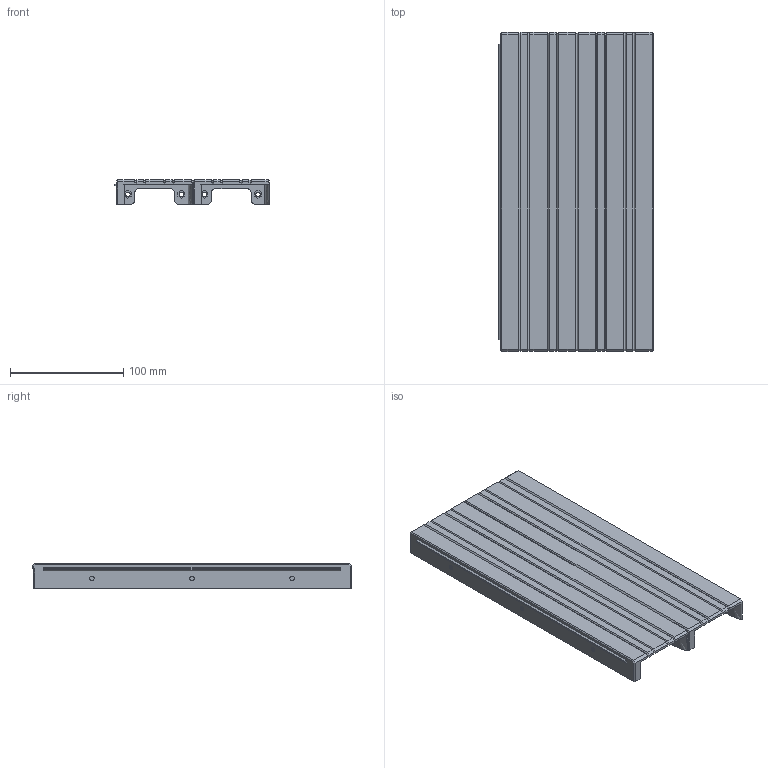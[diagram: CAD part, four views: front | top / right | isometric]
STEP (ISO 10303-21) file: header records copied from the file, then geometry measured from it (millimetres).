
FILE_DESCRIPTION(('FreeCAD Model'),'2;1');
FILE_NAME('Open CASCADE Shape Model','2023-12-02T10:07:59',(''),(''), 'Open CASCADE STEP processor 7.6','FreeCAD','Unknown');
FILE_SCHEMA(('AUTOMOTIVE_DESIGN { 1 0 10303 214 1 1 1 1 }'));
Length unit declared in the file: millimetre
Products named in the file (1): 2x Left Side Panel
Bounding box: 136.5 x 281.6 x 22 mm (x, y, z)
Volume: 234267.8 mm3; surface area: 115772.6 mm2
Topology: 1 solids, 1 shells, 298 faces, 714 edges, 430 vertices
Faces by surface type: plane 237, cylinder 43, cone 8, bspline 8, extrusion 2
Full cylindrical faces by diameter (mm): 4 x10, 7.2 x3
Entity records: 18258 total; most frequent: CARTESIAN_POINT 3733, DIRECTION 2702, VECTOR 1898, LINE 1896, ORIENTED_EDGE 1428, PCURVE 1428, DEFINITIONAL_REPRESENTATION 1428, EDGE_CURVE 714
